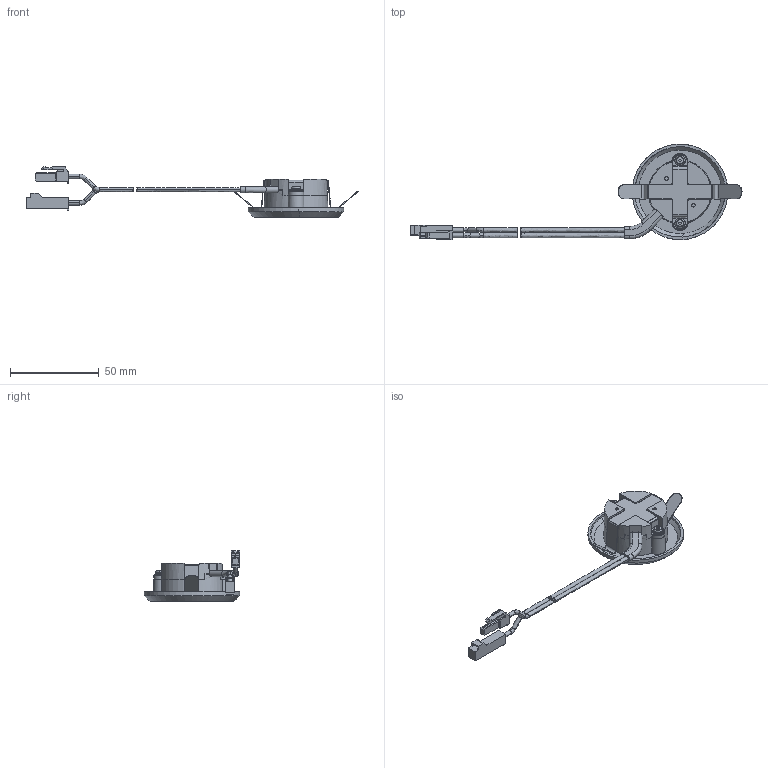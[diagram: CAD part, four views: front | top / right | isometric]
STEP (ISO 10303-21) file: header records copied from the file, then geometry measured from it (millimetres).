
FILE_DESCRIPTION((''),'2;1');
FILE_NAME('','2009-09-17T11:24:55',(''),(''),'','CADfix','');
FILE_SCHEMA(('AUTOMOTIVE_DESIGN { 1 0 10303 214 1 1 1 1 }'));
Length unit declared in the file: millimetre
Bounding box: 187.34 x 54.02 x 28.65 mm (x, y, z)
Volume: 23177.2 mm3; surface area: 16575.7 mm2
Topology: 8 solids, 8 shells, 315 faces, 909 edges, 624 vertices
Faces by surface type: bspline 315
Entity records: 11495 total; most frequent: CARTESIAN_POINT 6278, ORIENTED_EDGE 1818, EDGE_CURVE 909, VERTEX_POINT 624, QUASI_UNIFORM_CURVE 504, EDGE_LOOP 331, FACE_OUTER_BOUND 315, ADVANCED_FACE 315
